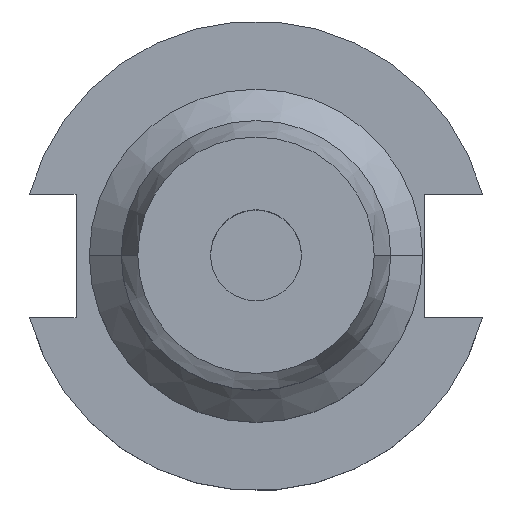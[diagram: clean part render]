
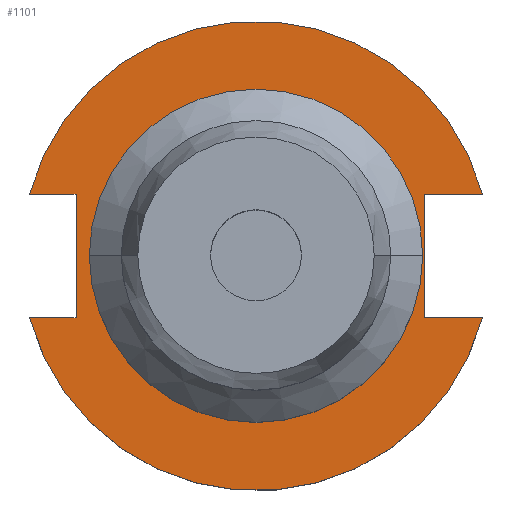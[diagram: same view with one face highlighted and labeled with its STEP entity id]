
A CAD part, top view. The second image highlights one B-rep face of the part: STEP entity #1101.
In plain terms, the highlighted planar face has unit normal (0, 0, 1).
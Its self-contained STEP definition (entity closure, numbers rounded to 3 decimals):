
#32 = DIRECTION ( 'NONE',  ( 1., 0., 0. ) ) ;
#33 = VERTEX_POINT ( 'NONE', #1099 ) ;
#58 = DIRECTION ( 'NONE',  ( 0., 0., 1. ) ) ;
#116 = LINE ( 'NONE', #1456, #1249 ) ;
#154 = ORIENTED_EDGE ( 'NONE', *, *, #1128, .T. ) ;
#167 = LINE ( 'NONE', #1580, #1649 ) ;
#184 = EDGE_CURVE ( 'NONE', #1288, #1064, #1764, .T. ) ;
#198 = VERTEX_POINT ( 'NONE', #1347 ) ;
#204 = LINE ( 'NONE', #377, #1720 ) ;
#206 = VECTOR ( 'NONE', #1632, 1000. ) ;
#230 = EDGE_CURVE ( 'NONE', #1225, #1288, #1264, .T. ) ;
#262 = CARTESIAN_POINT ( 'NONE',  ( -37.719, -12.954, 19.05 ) ) ;
#276 = CARTESIAN_POINT ( 'NONE',  ( 0., 0., 19.05 ) ) ;
#304 = PLANE ( 'NONE',  #1507 ) ;
#326 = EDGE_CURVE ( 'NONE', #198, #1521, #741, .T. ) ;
#334 = DIRECTION ( 'NONE',  ( 1., 0., 0. ) ) ;
#374 = CIRCLE ( 'NONE', #467, 34.925 ) ;
#377 = CARTESIAN_POINT ( 'NONE',  ( -63.719, 12.954, 19.05 ) ) ;
#420 = DIRECTION ( 'NONE',  ( 0., 1., 0. ) ) ;
#426 = DIRECTION ( 'NONE',  ( 1., 0., 0. ) ) ;
#442 = CARTESIAN_POINT ( 'NONE',  ( 0., 0., 19.05 ) ) ;
#449 = CARTESIAN_POINT ( 'NONE',  ( 47.477, 12.954, 19.05 ) ) ;
#451 = CARTESIAN_POINT ( 'NONE',  ( 35.306, 12.954, 19.05 ) ) ;
#453 = CARTESIAN_POINT ( 'NONE',  ( 35.306, -12.954, 19.05 ) ) ;
#467 = AXIS2_PLACEMENT_3D ( 'NONE', #558, #1598, #706 ) ;
#482 = ORIENTED_EDGE ( 'NONE', *, *, #1516, .F. ) ;
#483 = FACE_BOUND ( 'NONE', #1683, .T. ) ;
#519 = VECTOR ( 'NONE', #1340, 1000. ) ;
#540 = DIRECTION ( 'NONE',  ( 1., 0., 0. ) ) ;
#551 = CARTESIAN_POINT ( 'NONE',  ( 34.925, 0., 19.05 ) ) ;
#558 = CARTESIAN_POINT ( 'NONE',  ( 0., 0., 19.05 ) ) ;
#562 = CARTESIAN_POINT ( 'NONE',  ( 47.477, -12.954, 19.05 ) ) ;
#595 = CARTESIAN_POINT ( 'NONE',  ( 35.306, 12.954, 19.05 ) ) ;
#653 = ORIENTED_EDGE ( 'NONE', *, *, #184, .F. ) ;
#701 = DIRECTION ( 'NONE',  ( 1., 0., 0. ) ) ;
#706 = DIRECTION ( 'NONE',  ( 1., 0., 0. ) ) ;
#741 = CIRCLE ( 'NONE', #833, 34.925 ) ;
#748 = ORIENTED_EDGE ( 'NONE', *, *, #326, .F. ) ;
#749 = ORIENTED_EDGE ( 'NONE', *, *, #230, .F. ) ;
#802 = VERTEX_POINT ( 'NONE', #562 ) ;
#807 = CIRCLE ( 'NONE', #1690, 49.212 ) ;
#819 = LINE ( 'NONE', #1434, #1125 ) ;
#820 = EDGE_CURVE ( 'NONE', #1135, #1698, #116, .T. ) ;
#833 = AXIS2_PLACEMENT_3D ( 'NONE', #1212, #1068, #32 ) ;
#845 = EDGE_CURVE ( 'NONE', #1225, #33, #807, .T. ) ;
#969 = ORIENTED_EDGE ( 'NONE', *, *, #1518, .F. ) ;
#1064 = VERTEX_POINT ( 'NONE', #453 ) ;
#1068 = DIRECTION ( 'NONE',  ( 0., 0., 1. ) ) ;
#1099 = CARTESIAN_POINT ( 'NONE',  ( -47.477, 12.954, 19.05 ) ) ;
#1101 = ADVANCED_FACE ( 'NONE', ( #483, #1269 ), #304, .T. ) ;
#1125 = VECTOR ( 'NONE', #1589, 1000. ) ;
#1128 = EDGE_CURVE ( 'NONE', #1611, #802, #1133, .T. ) ;
#1133 = CIRCLE ( 'NONE', #1774, 49.212 ) ;
#1135 = VERTEX_POINT ( 'NONE', #262 ) ;
#1160 = ORIENTED_EDGE ( 'NONE', *, *, #820, .F. ) ;
#1198 = CARTESIAN_POINT ( 'NONE',  ( 0., 49.212, 19.05 ) ) ;
#1203 = ORIENTED_EDGE ( 'NONE', *, *, #1342, .F. ) ;
#1212 = CARTESIAN_POINT ( 'NONE',  ( 0., 0., 19.05 ) ) ;
#1225 = VERTEX_POINT ( 'NONE', #449 ) ;
#1249 = VECTOR ( 'NONE', #420, 1000. ) ;
#1264 = LINE ( 'NONE', #451, #519 ) ;
#1269 = FACE_OUTER_BOUND ( 'NONE', #1479, .T. ) ;
#1288 = VERTEX_POINT ( 'NONE', #1686 ) ;
#1316 = DIRECTION ( 'NONE',  ( 0., 0., 1. ) ) ;
#1323 = CARTESIAN_POINT ( 'NONE',  ( -47.477, -12.954, 19.05 ) ) ;
#1340 = DIRECTION ( 'NONE',  ( -1., 0., 0. ) ) ;
#1342 = EDGE_CURVE ( 'NONE', #1698, #33, #204, .T. ) ;
#1347 = CARTESIAN_POINT ( 'NONE',  ( -34.925, 0., 19.05 ) ) ;
#1355 = ORIENTED_EDGE ( 'NONE', *, *, #1409, .F. ) ;
#1378 = ORIENTED_EDGE ( 'NONE', *, *, #845, .T. ) ;
#1409 = EDGE_CURVE ( 'NONE', #1064, #802, #167, .T. ) ;
#1434 = CARTESIAN_POINT ( 'NONE',  ( -63.719, -12.954, 19.05 ) ) ;
#1456 = CARTESIAN_POINT ( 'NONE',  ( -37.719, 12.954, 19.05 ) ) ;
#1477 = DIRECTION ( 'NONE',  ( 0., 0., 1. ) ) ;
#1479 = EDGE_LOOP ( 'NONE', ( #154, #1355, #653, #749, #1378, #1203, #1160, #482 ) ) ;
#1507 = AXIS2_PLACEMENT_3D ( 'NONE', #1198, #58, #701 ) ;
#1516 = EDGE_CURVE ( 'NONE', #1611, #1135, #819, .T. ) ;
#1518 = EDGE_CURVE ( 'NONE', #1521, #198, #374, .T. ) ;
#1521 = VERTEX_POINT ( 'NONE', #551 ) ;
#1580 = CARTESIAN_POINT ( 'NONE',  ( 35.306, -12.954, 19.05 ) ) ;
#1589 = DIRECTION ( 'NONE',  ( 1., 0., 0. ) ) ;
#1598 = DIRECTION ( 'NONE',  ( 0., 0., 1. ) ) ;
#1611 = VERTEX_POINT ( 'NONE', #1323 ) ;
#1632 = DIRECTION ( 'NONE',  ( 0., -1., 0. ) ) ;
#1649 = VECTOR ( 'NONE', #540, 1000. ) ;
#1683 = EDGE_LOOP ( 'NONE', ( #969, #748 ) ) ;
#1686 = CARTESIAN_POINT ( 'NONE',  ( 35.306, 12.954, 19.05 ) ) ;
#1690 = AXIS2_PLACEMENT_3D ( 'NONE', #442, #1477, #334 ) ;
#1696 = DIRECTION ( 'NONE',  ( -1., 0., 0. ) ) ;
#1698 = VERTEX_POINT ( 'NONE', #1703 ) ;
#1703 = CARTESIAN_POINT ( 'NONE',  ( -37.719, 12.954, 19.05 ) ) ;
#1720 = VECTOR ( 'NONE', #1696, 1000. ) ;
#1764 = LINE ( 'NONE', #595, #206 ) ;
#1774 = AXIS2_PLACEMENT_3D ( 'NONE', #276, #1316, #426 ) ;
